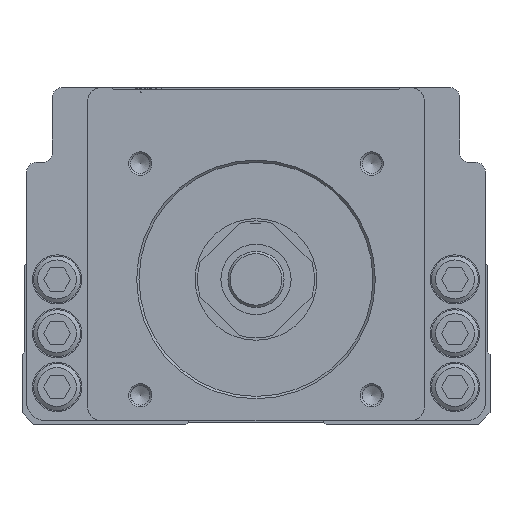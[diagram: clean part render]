
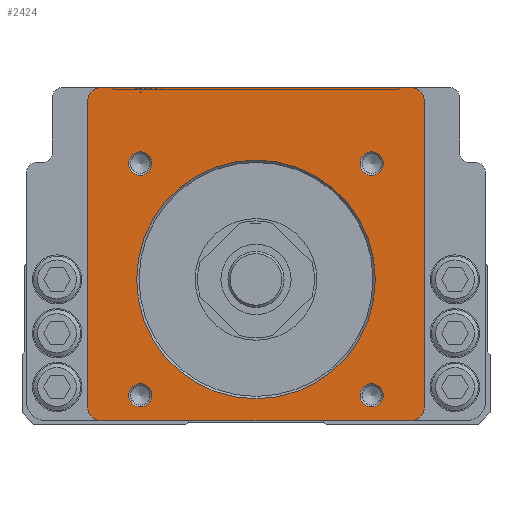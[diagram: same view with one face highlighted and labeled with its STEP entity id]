
A CAD part, front view. The second image highlights one B-rep face of the part: STEP entity #2424.
In plain terms, the highlighted face is planar.
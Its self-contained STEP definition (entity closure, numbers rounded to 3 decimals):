
#848=FACE_BOUND('',#5290,.T.);
#849=FACE_BOUND('',#5291,.T.);
#850=FACE_BOUND('',#5292,.T.);
#851=FACE_BOUND('',#5293,.T.);
#852=FACE_BOUND('',#5294,.T.);
#853=FACE_BOUND('',#5295,.T.);
#1626=CIRCLE('',#20567,3.);
#1628=CIRCLE('',#20571,3.);
#1639=CIRCLE('',#20590,25.5);
#1640=CIRCLE('',#20591,2.5);
#1641=CIRCLE('',#20592,2.5);
#1642=CIRCLE('',#20593,2.5);
#1643=CIRCLE('',#20594,2.5);
#1644=CIRCLE('',#20595,3.);
#1645=CIRCLE('',#20596,3.);
#2424=ADVANCED_FACE('',(#848,#849,#850,#851,#852,#853),#3469,.T.);
#3469=PLANE('',#20597);
#5290=EDGE_LOOP('',(#8563));
#5291=EDGE_LOOP('',(#8564));
#5292=EDGE_LOOP('',(#8565));
#5293=EDGE_LOOP('',(#8566));
#5294=EDGE_LOOP('',(#8567));
#5295=EDGE_LOOP('',(#8568,#8569,#8570,#8571,#8572,#8573,#8574,#8575));
#8563=ORIENTED_EDGE('',*,*,#14589,.T.);
#8564=ORIENTED_EDGE('',*,*,#14590,.T.);
#8565=ORIENTED_EDGE('',*,*,#14591,.T.);
#8566=ORIENTED_EDGE('',*,*,#14592,.T.);
#8567=ORIENTED_EDGE('',*,*,#14593,.T.);
#8568=ORIENTED_EDGE('',*,*,#14523,.T.);
#8569=ORIENTED_EDGE('',*,*,#14594,.T.);
#8570=ORIENTED_EDGE('',*,*,#14549,.T.);
#8571=ORIENTED_EDGE('',*,*,#14557,.T.);
#8572=ORIENTED_EDGE('',*,*,#14491,.T.);
#8573=ORIENTED_EDGE('',*,*,#14559,.T.);
#8574=ORIENTED_EDGE('',*,*,#14544,.T.);
#8575=ORIENTED_EDGE('',*,*,#14595,.T.);
#12313=VERTEX_POINT('',#29546);
#12314=VERTEX_POINT('',#29548);
#12337=VERTEX_POINT('',#29673);
#12338=VERTEX_POINT('',#29675);
#12356=VERTEX_POINT('',#29716);
#12357=VERTEX_POINT('',#29718);
#12360=VERTEX_POINT('',#29727);
#12361=VERTEX_POINT('',#29728);
#12378=VERTEX_POINT('',#29796);
#12379=VERTEX_POINT('',#29798);
#12380=VERTEX_POINT('',#29800);
#12381=VERTEX_POINT('',#29802);
#12382=VERTEX_POINT('',#29804);
#14491=EDGE_CURVE('',#12314,#12313,#16878,.T.);
#14523=EDGE_CURVE('',#12338,#12337,#16892,.T.);
#14544=EDGE_CURVE('',#12357,#12356,#16908,.T.);
#14549=EDGE_CURVE('',#12360,#12361,#16912,.T.);
#14557=EDGE_CURVE('',#12361,#12314,#1626,.T.);
#14559=EDGE_CURVE('',#12313,#12357,#1628,.T.);
#14589=EDGE_CURVE('',#12378,#12378,#1639,.T.);
#14590=EDGE_CURVE('',#12379,#12379,#1640,.T.);
#14591=EDGE_CURVE('',#12380,#12380,#1641,.T.);
#14592=EDGE_CURVE('',#12381,#12381,#1642,.T.);
#14593=EDGE_CURVE('',#12382,#12382,#1643,.T.);
#14594=EDGE_CURVE('',#12337,#12360,#1644,.T.);
#14595=EDGE_CURVE('',#12356,#12338,#1645,.T.);
#16878=LINE('',#29547,#18799);
#16892=LINE('',#29674,#18813);
#16908=LINE('',#29717,#18829);
#16912=LINE('',#29726,#18833);
#18799=VECTOR('',#23810,1.);
#18813=VECTOR('',#23858,1.);
#18829=VECTOR('',#23890,1.);
#18833=VECTOR('',#23898,1.);
#20567=AXIS2_PLACEMENT_3D('',#29739,#23911,#23912);
#20571=AXIS2_PLACEMENT_3D('',#29743,#23919,#23920);
#20590=AXIS2_PLACEMENT_3D('',#29795,#23976,#23977);
#20591=AXIS2_PLACEMENT_3D('',#29797,#23978,#23979);
#20592=AXIS2_PLACEMENT_3D('',#29799,#23980,#23981);
#20593=AXIS2_PLACEMENT_3D('',#29801,#23982,#23983);
#20594=AXIS2_PLACEMENT_3D('',#29803,#23984,#23985);
#20595=AXIS2_PLACEMENT_3D('',#29805,#23986,#23987);
#20596=AXIS2_PLACEMENT_3D('',#29806,#23988,#23989);
#20597=AXIS2_PLACEMENT_3D('',#29807,#23990,#23991);
#23810=DIRECTION('',(-1.,0.,0.));
#23858=DIRECTION('',(1.,0.,0.));
#23890=DIRECTION('',(0.,0.,-1.));
#23898=DIRECTION('',(0.,0.,1.));
#23911=DIRECTION('',(0.,-1.,0.));
#23912=DIRECTION('',(0.,0.,-1.));
#23919=DIRECTION('',(0.,-1.,0.));
#23920=DIRECTION('',(0.,0.,-1.));
#23976=DIRECTION('',(0.,1.,0.));
#23977=DIRECTION('',(0.,0.,-1.));
#23978=DIRECTION('',(0.,1.,0.));
#23979=DIRECTION('',(0.,0.,-1.));
#23980=DIRECTION('',(0.,1.,0.));
#23981=DIRECTION('',(0.,0.,-1.));
#23982=DIRECTION('',(0.,1.,0.));
#23983=DIRECTION('',(0.,0.,-1.));
#23984=DIRECTION('',(0.,1.,0.));
#23985=DIRECTION('',(0.,0.,-1.));
#23986=DIRECTION('',(0.,-1.,0.));
#23987=DIRECTION('',(0.,0.,-1.));
#23988=DIRECTION('',(0.,-1.,0.));
#23989=DIRECTION('',(0.,0.,-1.));
#23990=DIRECTION('',(0.,-1.,0.));
#23991=DIRECTION('',(0.,0.,1.));
#29546=CARTESIAN_POINT('',(-33.,-299.9,17.));
#29547=CARTESIAN_POINT('',(33.,-299.9,17.));
#29548=CARTESIAN_POINT('',(33.,-299.9,17.));
#29673=CARTESIAN_POINT('',(33.,-299.9,-54.2));
#29674=CARTESIAN_POINT('',(-49.,-299.9,-54.2));
#29675=CARTESIAN_POINT('',(-33.,-299.9,-54.2));
#29716=CARTESIAN_POINT('',(-36.,-299.9,-51.2));
#29717=CARTESIAN_POINT('',(-36.,-299.9,12.));
#29718=CARTESIAN_POINT('',(-36.,-299.9,14.));
#29726=CARTESIAN_POINT('',(36.,-299.9,-54.5));
#29727=CARTESIAN_POINT('',(36.,-299.9,-51.2));
#29728=CARTESIAN_POINT('',(36.,-299.9,14.));
#29739=CARTESIAN_POINT('',(33.,-299.9,14.));
#29743=CARTESIAN_POINT('',(-33.,-299.9,14.));
#29795=CARTESIAN_POINT('',(0.,-299.9,-24.));
#29796=CARTESIAN_POINT('',(0.,-299.9,-49.5));
#29797=CARTESIAN_POINT('',(-24.749,-299.9,-48.749));
#29798=CARTESIAN_POINT('',(-24.749,-299.9,-51.249));
#29799=CARTESIAN_POINT('',(-24.749,-299.9,0.749));
#29800=CARTESIAN_POINT('',(-24.749,-299.9,-1.751));
#29801=CARTESIAN_POINT('',(24.749,-299.9,0.749));
#29802=CARTESIAN_POINT('',(24.749,-299.9,-1.751));
#29803=CARTESIAN_POINT('',(24.749,-299.9,-48.749));
#29804=CARTESIAN_POINT('',(24.749,-299.9,-51.249));
#29805=CARTESIAN_POINT('',(33.,-299.9,-51.2));
#29806=CARTESIAN_POINT('',(-33.,-299.9,-51.2));
#29807=CARTESIAN_POINT('',(-33.,-299.9,12.));
